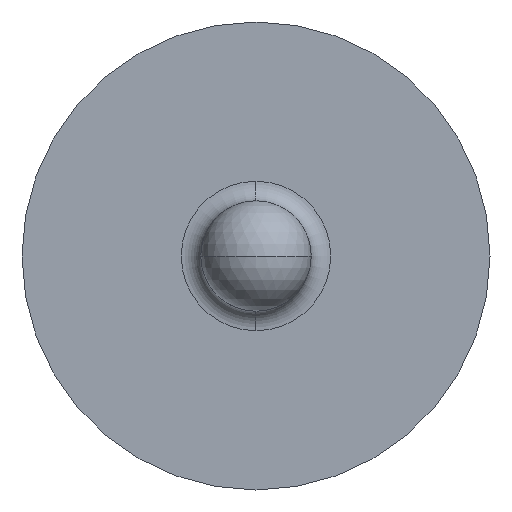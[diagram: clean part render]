
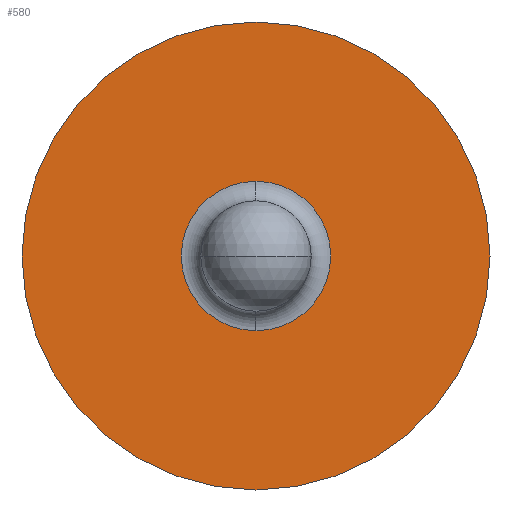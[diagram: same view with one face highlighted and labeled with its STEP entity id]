
A CAD part, left-side view. The second image highlights one B-rep face of the part: STEP entity #580.
In plain terms, the highlighted planar face has unit normal (-1, 0, 0).
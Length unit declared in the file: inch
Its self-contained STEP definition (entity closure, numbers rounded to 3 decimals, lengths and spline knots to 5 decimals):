
#6 = CARTESIAN_POINT ( 'NONE',  ( 0.069, 0.036, 0. ) ) ;
#34 = CIRCLE ( 'NONE', #673, 0.0115 ) ;
#52 = VERTEX_POINT ( 'NONE', #250 ) ;
#77 = CARTESIAN_POINT ( 'NONE',  ( 0.069, 0., -0.036 ) ) ;
#99 = PLANE ( 'NONE',  #310 ) ;
#121 = DIRECTION ( 'NONE',  ( 0., 0., 1. ) ) ;
#127 = DIRECTION ( 'NONE',  ( 0., 0., 1. ) ) ;
#143 = EDGE_LOOP ( 'NONE', ( #290, #521 ) ) ;
#147 = EDGE_LOOP ( 'NONE', ( #440, #321 ) ) ;
#171 = AXIS2_PLACEMENT_3D ( 'NONE', #398, #340, #127 ) ;
#205 = DIRECTION ( 'NONE',  ( -1., 0., 0. ) ) ;
#210 = VERTEX_POINT ( 'NONE', #652 ) ;
#236 = CARTESIAN_POINT ( 'NONE',  ( 0.069, 0., 0. ) ) ;
#242 = FACE_BOUND ( 'NONE', #147, .T. ) ;
#250 = CARTESIAN_POINT ( 'NONE',  ( 0.069, 0., -0.0115 ) ) ;
#261 = DIRECTION ( 'NONE',  ( 1., 0., 0. ) ) ;
#280 = VERTEX_POINT ( 'NONE', #506 ) ;
#281 = DIRECTION ( 'NONE',  ( 0., 0., -1. ) ) ;
#289 = DIRECTION ( 'NONE',  ( -1., 0., 0. ) ) ;
#290 = ORIENTED_EDGE ( 'NONE', *, *, #355, .T. ) ;
#310 = AXIS2_PLACEMENT_3D ( 'NONE', #6, #261, #281 ) ;
#321 = ORIENTED_EDGE ( 'NONE', *, *, #612, .F. ) ;
#340 = DIRECTION ( 'NONE',  ( -1., 0., 0. ) ) ;
#355 = EDGE_CURVE ( 'NONE', #280, #481, #661, .T. ) ;
#356 = CIRCLE ( 'NONE', #522, 0.0115 ) ;
#385 = EDGE_CURVE ( 'NONE', #210, #52, #356, .T. ) ;
#398 = CARTESIAN_POINT ( 'NONE',  ( 0.069, 0., 0. ) ) ;
#440 = ORIENTED_EDGE ( 'NONE', *, *, #385, .F. ) ;
#450 = DIRECTION ( 'NONE',  ( 0., 0., 1. ) ) ;
#458 = DIRECTION ( 'NONE',  ( 0., 0., 1. ) ) ;
#470 = FACE_OUTER_BOUND ( 'NONE', #143, .T. ) ;
#481 = VERTEX_POINT ( 'NONE', #77 ) ;
#498 = CARTESIAN_POINT ( 'NONE',  ( 0.069, 0., 0. ) ) ;
#506 = CARTESIAN_POINT ( 'NONE',  ( 0.069, 0., 0.036 ) ) ;
#521 = ORIENTED_EDGE ( 'NONE', *, *, #650, .T. ) ;
#522 = AXIS2_PLACEMENT_3D ( 'NONE', #236, #289, #458 ) ;
#535 = CIRCLE ( 'NONE', #623, 0.036 ) ;
#580 = ADVANCED_FACE ( 'NONE', ( #242, #470 ), #99, .F. ) ;
#612 = EDGE_CURVE ( 'NONE', #52, #210, #34, .T. ) ;
#623 = AXIS2_PLACEMENT_3D ( 'NONE', #498, #205, #121 ) ;
#650 = EDGE_CURVE ( 'NONE', #481, #280, #535, .T. ) ;
#652 = CARTESIAN_POINT ( 'NONE',  ( 0.069, 0., 0.0115 ) ) ;
#661 = CIRCLE ( 'NONE', #171, 0.036 ) ;
#673 = AXIS2_PLACEMENT_3D ( 'NONE', #711, #708, #450 ) ;
#708 = DIRECTION ( 'NONE',  ( -1., 0., 0. ) ) ;
#711 = CARTESIAN_POINT ( 'NONE',  ( 0.069, 0., 0. ) ) ;
